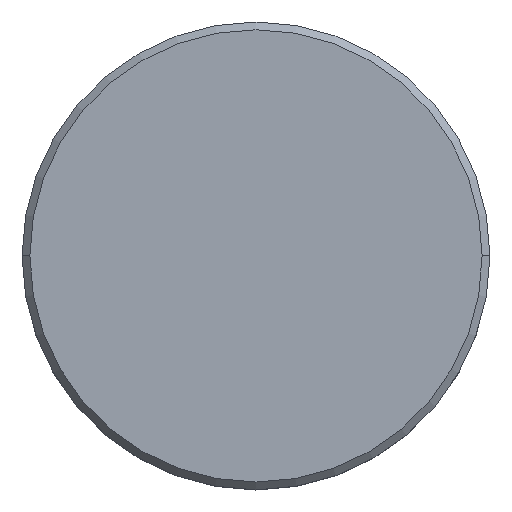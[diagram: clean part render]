
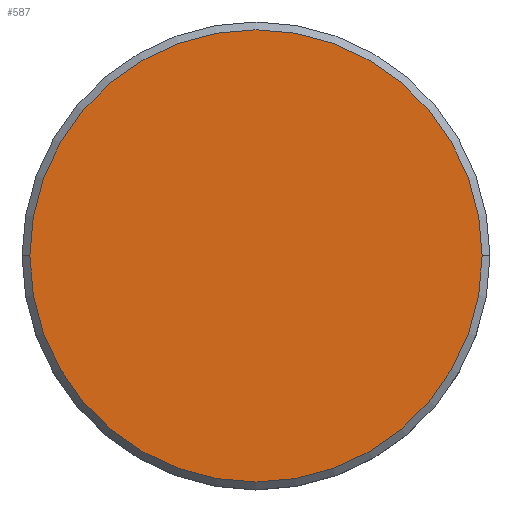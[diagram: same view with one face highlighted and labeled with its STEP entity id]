
A CAD part, top view. The second image highlights one B-rep face of the part: STEP entity #587.
In plain terms, the highlighted planar face has unit normal (0, 0, 1).
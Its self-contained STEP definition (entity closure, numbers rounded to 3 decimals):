
#6 = DIRECTION ( 'NONE',  ( 1., 0., 0. ) ) ;
#11 = ORIENTED_EDGE ( 'NONE', *, *, #274, .T. ) ;
#18 = DIRECTION ( 'NONE',  ( 1., 0., 0. ) ) ;
#49 = CARTESIAN_POINT ( 'NONE',  ( 0., 0., 0. ) ) ;
#72 = CIRCLE ( 'NONE', #283, 14.5 ) ;
#115 = DIRECTION ( 'NONE',  ( 0., 0., 1. ) ) ;
#176 = AXIS2_PLACEMENT_3D ( 'NONE', #49, #371, #6 ) ;
#185 = EDGE_LOOP ( 'NONE', ( #327, #11 ) ) ;
#233 = FACE_OUTER_BOUND ( 'NONE', #185, .T. ) ;
#257 = VERTEX_POINT ( 'NONE', #260 ) ;
#260 = CARTESIAN_POINT ( 'NONE',  ( -14.5, 0., 0. ) ) ;
#268 = EDGE_CURVE ( 'NONE', #257, #455, #359, .T. ) ;
#274 = EDGE_CURVE ( 'NONE', #455, #257, #72, .T. ) ;
#283 = AXIS2_PLACEMENT_3D ( 'NONE', #298, #305, #481 ) ;
#298 = CARTESIAN_POINT ( 'NONE',  ( 0., 0., 0. ) ) ;
#305 = DIRECTION ( 'NONE',  ( 0., 0., 1. ) ) ;
#327 = ORIENTED_EDGE ( 'NONE', *, *, #268, .T. ) ;
#359 = CIRCLE ( 'NONE', #539, 14.5 ) ;
#368 = CARTESIAN_POINT ( 'NONE',  ( 14.5, 0., 0. ) ) ;
#371 = DIRECTION ( 'NONE',  ( 0., 0., 1. ) ) ;
#455 = VERTEX_POINT ( 'NONE', #368 ) ;
#478 = CARTESIAN_POINT ( 'NONE',  ( 0., 0., 0. ) ) ;
#481 = DIRECTION ( 'NONE',  ( 1., 0., 0. ) ) ;
#508 = PLANE ( 'NONE',  #176 ) ;
#539 = AXIS2_PLACEMENT_3D ( 'NONE', #478, #115, #18 ) ;
#587 = ADVANCED_FACE ( 'NONE', ( #233 ), #508, .T. ) ;
